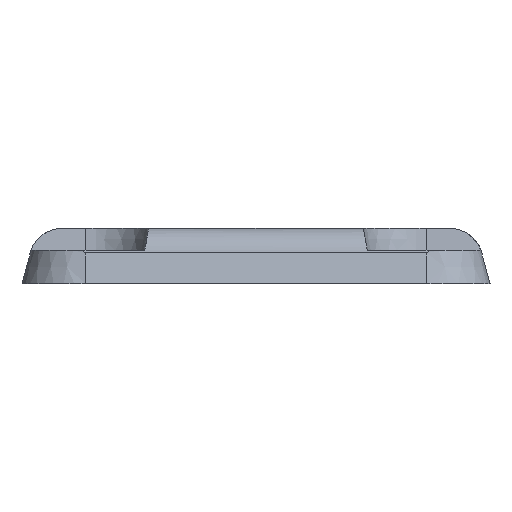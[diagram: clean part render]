
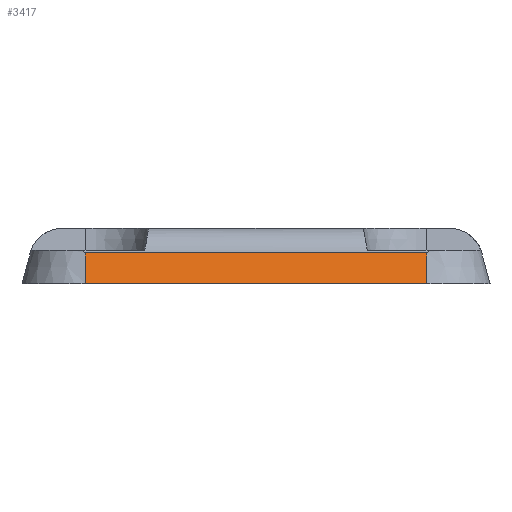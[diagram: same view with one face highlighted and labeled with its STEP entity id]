
A CAD part, left-side view. The second image highlights one B-rep face of the part: STEP entity #3417.
In plain terms, the highlighted planar face has unit normal (-0.966, 0, 0.259).
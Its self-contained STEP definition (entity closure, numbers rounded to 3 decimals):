
#58 = LINE ( 'NONE', #432, #3142 ) ;
#194 = DIRECTION ( 'NONE',  ( -0.259, 0., -0.966 ) ) ;
#369 = EDGE_CURVE ( 'NONE', #2406, #1504, #481, .T. ) ;
#432 = CARTESIAN_POINT ( 'NONE',  ( -108., -31., 0. ) ) ;
#481 = LINE ( 'NONE', #1900, #1118 ) ;
#620 = DIRECTION ( 'NONE',  ( -0.259, 0., -0.966 ) ) ;
#659 = LINE ( 'NONE', #3064, #4476 ) ;
#876 = PLANE ( 'NONE',  #5210 ) ;
#967 = EDGE_LOOP ( 'NONE', ( #2578, #3559, #4735, #3036 ) ) ;
#1118 = VECTOR ( 'NONE', #1912, 1000. ) ;
#1423 = CARTESIAN_POINT ( 'NONE',  ( -108., 31., 0. ) ) ;
#1504 = VERTEX_POINT ( 'NONE', #5051 ) ;
#1543 = EDGE_CURVE ( 'NONE', #2406, #3480, #659, .T. ) ;
#1784 = CARTESIAN_POINT ( 'NONE',  ( -106.512, -31., 5.553 ) ) ;
#1900 = CARTESIAN_POINT ( 'NONE',  ( -106.512, -31., 5.553 ) ) ;
#1912 = DIRECTION ( 'NONE',  ( 0., 1., 0. ) ) ;
#2088 = DIRECTION ( 'NONE',  ( 0., -1., 0. ) ) ;
#2406 = VERTEX_POINT ( 'NONE', #1784 ) ;
#2542 = DIRECTION ( 'NONE',  ( -0.966, 0., 0.259 ) ) ;
#2578 = ORIENTED_EDGE ( 'NONE', *, *, #1543, .F. ) ;
#3036 = ORIENTED_EDGE ( 'NONE', *, *, #3320, .T. ) ;
#3064 = CARTESIAN_POINT ( 'NONE',  ( -108., -31., 0. ) ) ;
#3142 = VECTOR ( 'NONE', #2088, 1000. ) ;
#3208 = VERTEX_POINT ( 'NONE', #5294 ) ;
#3320 = EDGE_CURVE ( 'NONE', #3208, #3480, #58, .T. ) ;
#3348 = CARTESIAN_POINT ( 'NONE',  ( -108., -31., 0. ) ) ;
#3417 = ADVANCED_FACE ( 'NONE', ( #5098 ), #876, .T. ) ;
#3480 = VERTEX_POINT ( 'NONE', #3837 ) ;
#3559 = ORIENTED_EDGE ( 'NONE', *, *, #369, .T. ) ;
#3803 = VECTOR ( 'NONE', #620, 1000. ) ;
#3820 = DIRECTION ( 'NONE',  ( 0.259, 0., 0.966 ) ) ;
#3837 = CARTESIAN_POINT ( 'NONE',  ( -108., -31., 0. ) ) ;
#4476 = VECTOR ( 'NONE', #194, 1000. ) ;
#4499 = EDGE_CURVE ( 'NONE', #1504, #3208, #5307, .T. ) ;
#4735 = ORIENTED_EDGE ( 'NONE', *, *, #4499, .T. ) ;
#5051 = CARTESIAN_POINT ( 'NONE',  ( -106.512, 31., 5.553 ) ) ;
#5098 = FACE_OUTER_BOUND ( 'NONE', #967, .T. ) ;
#5210 = AXIS2_PLACEMENT_3D ( 'NONE', #3348, #2542, #3820 ) ;
#5294 = CARTESIAN_POINT ( 'NONE',  ( -108., 31., 0. ) ) ;
#5307 = LINE ( 'NONE', #1423, #3803 ) ;
